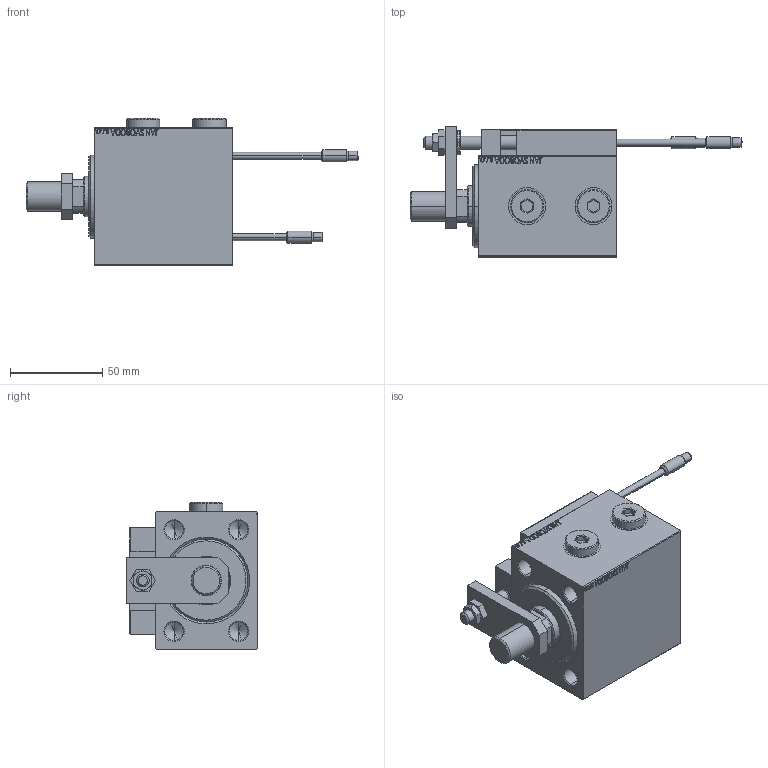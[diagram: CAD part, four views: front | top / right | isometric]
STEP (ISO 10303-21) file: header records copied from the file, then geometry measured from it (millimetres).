
FILE_DESCRIPTION (( 'STEP AP203' ), '1' );
FILE_NAME ('ab87.STEP', '2024-02-11T10:28:40', ( '' ), ( '' ), 'SwSTEP 2.0', 'SolidWorks 2019', '' );
FILE_SCHEMA (( 'CONFIG_CONTROL_DESIGN' ));
Length unit declared in the file: millimetre
Products named in the file (18): SWITCH X 340b1cadc2ccf26e1aece1eba4f2ab51; ALLEN BOLT D8 340b1cadc2ccf26e1aece1eba4f2ab51; ZARAZKA 340b1cadc2ccf26e1aece1eba4f2ab51; ALLEN BOLT D5 340b1cadc2ccf26e1aece1eba4f2ab51; V450CM_B_Body 340b1cadc2ccf26e1aece1eba4f2ab51; Zatka_OIL_PORT 340b1cadc2ccf26e1aece1eba4f2ab51; SWITCH_X_FRONT_BACK 340b1cadc2ccf26e1aece1eba4f2ab51; V450CM_B_VCP 340b1cadc2ccf26e1aece1eba4f2ab51; MAGNET 340b1cadc2ccf26e1aece1eba4f2ab51; V450CM_MALE_METRIC 340b1cadc2ccf26e1aece1eba4f2ab51; TYC_L79 340b1cadc2ccf26e1aece1eba4f2ab51; SWITCH DIM B,W 340b1cadc2ccf26e1aece1eba4f2ab51; V450CM_VC_B 340b1cadc2ccf26e1aece1eba4f2ab51; NUT_D10 340b1cadc2ccf26e1aece1eba4f2ab51; NUT_D12 340b1cadc2ccf26e1aece1eba4f2ab51; Block 340b1cadc2ccf26e1aece1eba4f2ab51; KONCOVKA_Y 340b1cadc2ccf26e1aece1eba4f2ab51; ab87
Assembly tree (28 placements, depth 3):
  ab87
    V450CM_B_Body 340b1cadc2ccf26e1aece1eba4f2ab51
    V450CM_B_VCP 340b1cadc2ccf26e1aece1eba4f2ab51
    SWITCH X 340b1cadc2ccf26e1aece1eba4f2ab51
      SWITCH_X_FRONT_BACK 340b1cadc2ccf26e1aece1eba4f2ab51  x2
      TYC_L79 340b1cadc2ccf26e1aece1eba4f2ab51
      Block 340b1cadc2ccf26e1aece1eba4f2ab51  x2
      ALLEN BOLT D5 340b1cadc2ccf26e1aece1eba4f2ab51  x4
      ALLEN BOLT D8 340b1cadc2ccf26e1aece1eba4f2ab51  x4
      MAGNET 340b1cadc2ccf26e1aece1eba4f2ab51  x2
      KONCOVKA_Y 340b1cadc2ccf26e1aece1eba4f2ab51  x2
    NUT_D10 340b1cadc2ccf26e1aece1eba4f2ab51
    NUT_D12 340b1cadc2ccf26e1aece1eba4f2ab51
    SWITCH DIM B,W 340b1cadc2ccf26e1aece1eba4f2ab51
    ZARAZKA 340b1cadc2ccf26e1aece1eba4f2ab51
    V450CM_VC_B 340b1cadc2ccf26e1aece1eba4f2ab51
    V450CM_MALE_METRIC 340b1cadc2ccf26e1aece1eba4f2ab51
    Zatka_OIL_PORT 340b1cadc2ccf26e1aece1eba4f2ab51  x2
Bounding box: 180 x 70.5 x 79.9 mm (x, y, z)
Volume: 341828.7 mm3; surface area: 84335.1 mm2
Topology: 27 solids, 27 shells, 1407 faces, 3340 edges, 2108 vertices
Faces by surface type: plane 600, bspline 380, cylinder 212, cone 161, torus 50, sphere 4
Entity records: 53233 total; most frequent: CARTESIAN_POINT 26616, ORIENTED_EDGE 5544, DIRECTION 3905, EDGE_CURVE 2772, VERTEX_POINT 1796, VECTOR 1591, LINE 1591, EDGE_LOOP 1292
